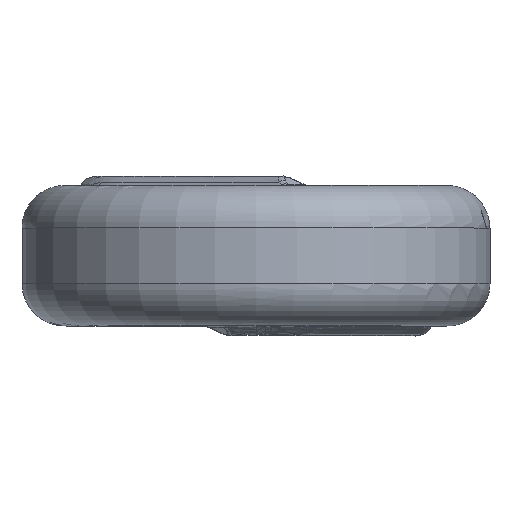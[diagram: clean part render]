
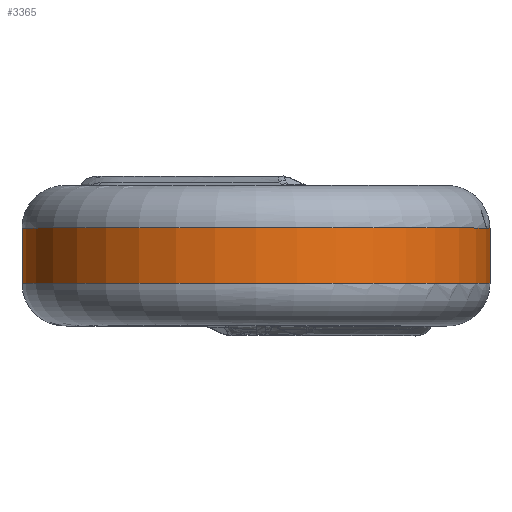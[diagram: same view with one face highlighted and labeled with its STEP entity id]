
A CAD part, top view. The second image highlights one B-rep face of the part: STEP entity #3365.
In plain terms, the highlighted cylindrical face has radius 5.5 mm (diameter 11 mm), a full revolution.
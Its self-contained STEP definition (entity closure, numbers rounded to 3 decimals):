
#935=ORIENTED_EDGE('',*,*,#1993,.T.);
#936=ORIENTED_EDGE('',*,*,#1994,.F.);
#1993=EDGE_CURVE('',#2522,#2522,#2879,.T.);
#1994=EDGE_CURVE('',#2523,#2523,#2880,.T.);
#2522=VERTEX_POINT('',#5596);
#2523=VERTEX_POINT('',#5598);
#2879=CIRCLE('',#4968,5.5);
#2880=CIRCLE('',#4969,5.5);
#2913=EDGE_LOOP('',(#935));
#2914=EDGE_LOOP('',(#936));
#3135=FACE_BOUND('',#2913,.T.);
#3136=FACE_BOUND('',#2914,.T.);
#3357=CYLINDRICAL_SURFACE('',#4967,5.5);
#3365=ADVANCED_FACE('',(#3135,#3136),#3357,.T.);
#4967=AXIS2_PLACEMENT_3D('',#5594,#5107,#5108);
#4968=AXIS2_PLACEMENT_3D('',#5595,#5109,#5110);
#4969=AXIS2_PLACEMENT_3D('',#5597,#5111,#5112);
#5107=DIRECTION('',(0.,1.,0.));
#5108=DIRECTION('',(0.,0.,1.));
#5109=DIRECTION('',(0.,1.,0.));
#5110=DIRECTION('',(1.,0.,0.));
#5111=DIRECTION('',(0.,1.,0.));
#5112=DIRECTION('',(1.,0.,0.));
#5594=CARTESIAN_POINT('',(0.,-0.65,0.));
#5595=CARTESIAN_POINT('',(0.,-0.65,0.));
#5596=CARTESIAN_POINT('',(5.5,-0.65,0.));
#5597=CARTESIAN_POINT('',(0.,0.65,0.));
#5598=CARTESIAN_POINT('',(5.5,0.65,0.));
